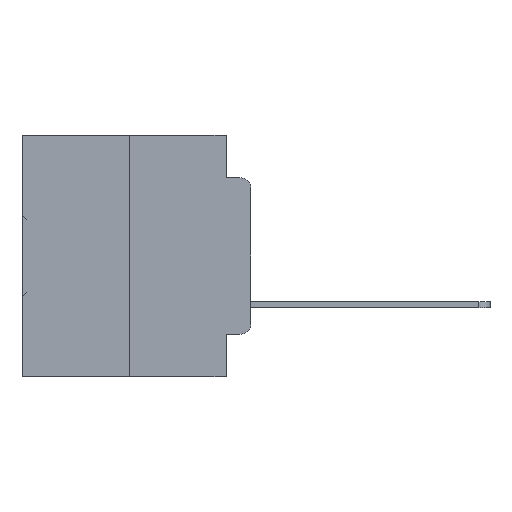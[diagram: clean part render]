
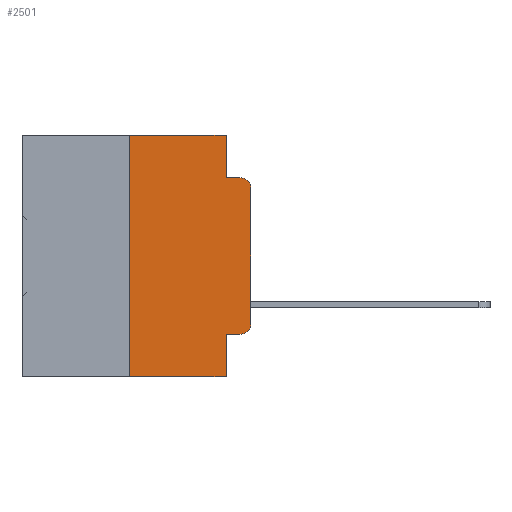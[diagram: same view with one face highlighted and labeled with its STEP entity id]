
A CAD part, left-side view. The second image highlights one B-rep face of the part: STEP entity #2501.
In plain terms, the highlighted planar face has unit normal (-1, 0, 0).
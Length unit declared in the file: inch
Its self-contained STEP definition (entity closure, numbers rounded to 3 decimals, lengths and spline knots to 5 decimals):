
#157 = CIRCLE ( 'NONE', #10599, 0.02 ) ;
#501 = EDGE_LOOP ( 'NONE', ( #3037, #34505, #4416, #28588, #20770, #16006, #13841, #1293, #3577, #24787 ) ) ;
#1197 = EDGE_CURVE ( 'NONE', #22070, #35983, #18491, .T. ) ;
#1293 = ORIENTED_EDGE ( 'NONE', *, *, #1918, .F. ) ;
#1393 = DIRECTION ( 'NONE',  ( 0., 0., -1. ) ) ;
#1580 = DIRECTION ( 'NONE',  ( 0., 0., -1. ) ) ;
#1918 = EDGE_CURVE ( 'NONE', #22070, #27975, #30999, .T. ) ;
#1953 = DIRECTION ( 'NONE',  ( 0., 0., 1. ) ) ;
#2136 = EDGE_CURVE ( 'NONE', #34553, #24223, #22305, .T. ) ;
#2501 = ADVANCED_FACE ( 'NONE', ( #10909 ), #3089, .F. ) ;
#3037 = ORIENTED_EDGE ( 'NONE', *, *, #22709, .T. ) ;
#3089 = PLANE ( 'NONE',  #6734 ) ;
#3577 = ORIENTED_EDGE ( 'NONE', *, *, #1197, .T. ) ;
#3636 = EDGE_CURVE ( 'NONE', #31681, #34553, #26148, .T. ) ;
#3994 = VECTOR ( 'NONE', #24297, 39.37008 ) ;
#4416 = ORIENTED_EDGE ( 'NONE', *, *, #6729, .F. ) ;
#4580 = EDGE_CURVE ( 'NONE', #19114, #31681, #18681, .T. ) ;
#5187 = EDGE_CURVE ( 'NONE', #19114, #27975, #11594, .T. ) ;
#5529 = LINE ( 'NONE', #27338, #27045 ) ;
#5886 = CARTESIAN_POINT ( 'NONE',  ( 0., 0.473, 0. ) ) ;
#6729 = EDGE_CURVE ( 'NONE', #24223, #32459, #14210, .T. ) ;
#6734 = AXIS2_PLACEMENT_3D ( 'NONE', #5886, #11723, #31182 ) ;
#7057 = CARTESIAN_POINT ( 'NONE',  ( 0., 0.051, 0. ) ) ;
#8497 = CARTESIAN_POINT ( 'NONE',  ( 0., 0.051, -0.0885 ) ) ;
#10599 = AXIS2_PLACEMENT_3D ( 'NONE', #14266, #33566, #17063 ) ;
#10909 = FACE_OUTER_BOUND ( 'NONE', #501, .T. ) ;
#11594 = LINE ( 'NONE', #18693, #3994 ) ;
#11723 = DIRECTION ( 'NONE',  ( 1., 0., 0. ) ) ;
#12103 = DIRECTION ( 'NONE',  ( -1., 0., 0. ) ) ;
#12711 = CARTESIAN_POINT ( 'NONE',  ( 0., 0.051, -0.5 ) ) ;
#13841 = ORIENTED_EDGE ( 'NONE', *, *, #5187, .T. ) ;
#14210 = LINE ( 'NONE', #30817, #28129 ) ;
#14266 = CARTESIAN_POINT ( 'NONE',  ( 0., 0.02, -0.1085 ) ) ;
#15291 = CARTESIAN_POINT ( 'NONE',  ( 0., 0.25, 0. ) ) ;
#15801 = VECTOR ( 'NONE', #1580, 39.37008 ) ;
#16006 = ORIENTED_EDGE ( 'NONE', *, *, #4580, .F. ) ;
#16047 = AXIS2_PLACEMENT_3D ( 'NONE', #28788, #12103, #31526 ) ;
#16243 = VECTOR ( 'NONE', #1393, 39.37008 ) ;
#16564 = CARTESIAN_POINT ( 'NONE',  ( 0., 0.473, 0. ) ) ;
#17063 = DIRECTION ( 'NONE',  ( 0., 0., -1. ) ) ;
#17429 = CARTESIAN_POINT ( 'NONE',  ( 0., 0.25, -0.5 ) ) ;
#18223 = DIRECTION ( 'NONE',  ( 0., -1., 0. ) ) ;
#18491 = LINE ( 'NONE', #23817, #25897 ) ;
#18624 = CARTESIAN_POINT ( 'NONE',  ( 0., 0.051, 0. ) ) ;
#18681 = LINE ( 'NONE', #15291, #31660 ) ;
#18693 = CARTESIAN_POINT ( 'NONE',  ( 0., 0.473, -0.5 ) ) ;
#19114 = VERTEX_POINT ( 'NONE', #17429 ) ;
#19652 = DIRECTION ( 'NONE',  ( 0., -1., 0. ) ) ;
#19782 = CARTESIAN_POINT ( 'NONE',  ( 0., 0.25, 0. ) ) ;
#20770 = ORIENTED_EDGE ( 'NONE', *, *, #3636, .F. ) ;
#21997 = EDGE_CURVE ( 'NONE', #34483, #32459, #157, .T. ) ;
#22070 = VERTEX_POINT ( 'NONE', #31099 ) ;
#22305 = LINE ( 'NONE', #18624, #15801 ) ;
#22511 = CIRCLE ( 'NONE', #16047, 0.02 ) ;
#22709 = EDGE_CURVE ( 'NONE', #25859, #34483, #5529, .T. ) ;
#23817 = CARTESIAN_POINT ( 'NONE',  ( 0., 0.051, -0.4115 ) ) ;
#23940 = CARTESIAN_POINT ( 'NONE',  ( 0., 0.02, -0.4115 ) ) ;
#24223 = VERTEX_POINT ( 'NONE', #8497 ) ;
#24297 = DIRECTION ( 'NONE',  ( 0., -1., 0. ) ) ;
#24787 = ORIENTED_EDGE ( 'NONE', *, *, #31806, .T. ) ;
#25859 = VERTEX_POINT ( 'NONE', #26861 ) ;
#25897 = VECTOR ( 'NONE', #18223, 39.37008 ) ;
#26148 = LINE ( 'NONE', #16564, #27001 ) ;
#26861 = CARTESIAN_POINT ( 'NONE',  ( 0., 0., -0.3915 ) ) ;
#27001 = VECTOR ( 'NONE', #30391, 39.37008 ) ;
#27045 = VECTOR ( 'NONE', #1953, 39.37008 ) ;
#27338 = CARTESIAN_POINT ( 'NONE',  ( 0., 0., 0. ) ) ;
#27975 = VERTEX_POINT ( 'NONE', #12711 ) ;
#28129 = VECTOR ( 'NONE', #19652, 39.37008 ) ;
#28588 = ORIENTED_EDGE ( 'NONE', *, *, #2136, .F. ) ;
#28715 = CARTESIAN_POINT ( 'NONE',  ( 0., 0., -0.1085 ) ) ;
#28788 = CARTESIAN_POINT ( 'NONE',  ( 0., 0.02, -0.3915 ) ) ;
#28825 = CARTESIAN_POINT ( 'NONE',  ( 0., 0.051, 0. ) ) ;
#29251 = DIRECTION ( 'NONE',  ( 0., 0., 1. ) ) ;
#30391 = DIRECTION ( 'NONE',  ( 0., -1., 0. ) ) ;
#30817 = CARTESIAN_POINT ( 'NONE',  ( 0., 0.051, -0.0885 ) ) ;
#30999 = LINE ( 'NONE', #7057, #16243 ) ;
#31099 = CARTESIAN_POINT ( 'NONE',  ( 0., 0.051, -0.4115 ) ) ;
#31182 = DIRECTION ( 'NONE',  ( 0., 0., -1. ) ) ;
#31526 = DIRECTION ( 'NONE',  ( 0., 0., -1. ) ) ;
#31660 = VECTOR ( 'NONE', #29251, 39.37008 ) ;
#31681 = VERTEX_POINT ( 'NONE', #19782 ) ;
#31806 = EDGE_CURVE ( 'NONE', #35983, #25859, #22511, .T. ) ;
#32459 = VERTEX_POINT ( 'NONE', #35623 ) ;
#33566 = DIRECTION ( 'NONE',  ( -1., 0., 0. ) ) ;
#34483 = VERTEX_POINT ( 'NONE', #28715 ) ;
#34505 = ORIENTED_EDGE ( 'NONE', *, *, #21997, .T. ) ;
#34553 = VERTEX_POINT ( 'NONE', #28825 ) ;
#35623 = CARTESIAN_POINT ( 'NONE',  ( 0., 0.02, -0.0885 ) ) ;
#35983 = VERTEX_POINT ( 'NONE', #23940 ) ;
